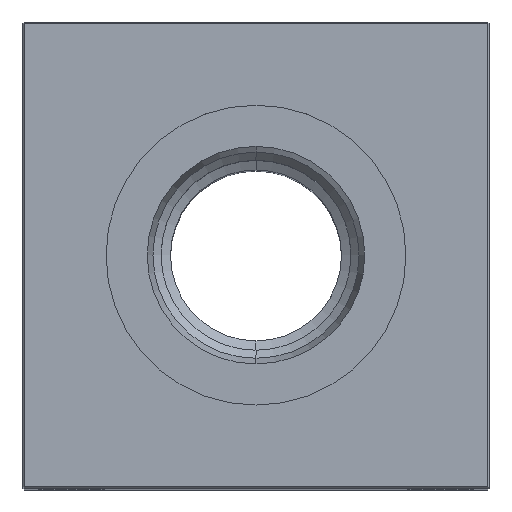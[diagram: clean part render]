
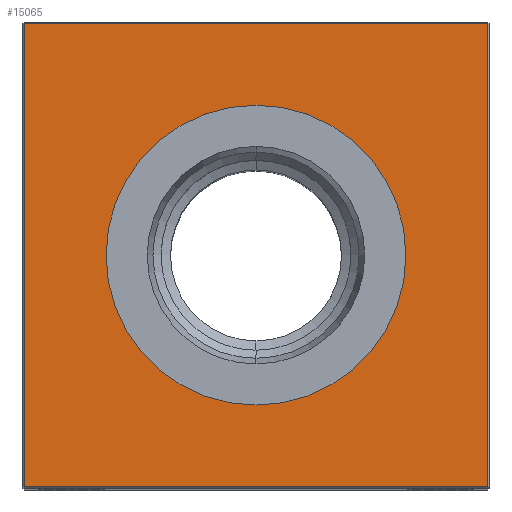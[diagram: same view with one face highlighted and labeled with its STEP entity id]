
A CAD part, top view. The second image highlights one B-rep face of the part: STEP entity #15065.
In plain terms, the highlighted planar face has unit normal (0, 0, 1).
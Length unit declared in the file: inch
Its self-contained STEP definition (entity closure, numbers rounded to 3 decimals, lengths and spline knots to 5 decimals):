
#5 = DIRECTION ( 'NONE',  ( 0., -1., 0. ) ) ;
#1078 = DIRECTION ( 'NONE',  ( -1., 0., 0. ) ) ;
#1157 = VECTOR ( 'NONE', #7954, 39.37008 ) ;
#2174 = LINE ( 'NONE', #8534, #22551 ) ;
#2289 = VECTOR ( 'NONE', #5, 39.37008 ) ;
#2437 = CARTESIAN_POINT ( 'NONE',  ( 0., 1.49, 6.25 ) ) ;
#2964 = ORIENTED_EDGE ( 'NONE', *, *, #23334, .T. ) ;
#3111 = VERTEX_POINT ( 'NONE', #23866 ) ;
#3607 = ORIENTED_EDGE ( 'NONE', *, *, #12331, .T. ) ;
#4089 = LINE ( 'NONE', #2437, #10639 ) ;
#4452 = EDGE_CURVE ( 'NONE', #3111, #15917, #4089, .T. ) ;
#4829 = CARTESIAN_POINT ( 'NONE',  ( 0., 0.96457, 6.25 ) ) ;
#4973 = EDGE_LOOP ( 'NONE', ( #10978, #16058 ) ) ;
#5420 = EDGE_CURVE ( 'NONE', #24478, #24079, #21074, .T. ) ;
#6250 = CARTESIAN_POINT ( 'NONE',  ( 0., -0.96457, 6.25 ) ) ;
#6443 = DIRECTION ( 'NONE',  ( 0., 0., -1. ) ) ;
#7660 = VERTEX_POINT ( 'NONE', #4829 ) ;
#7954 = DIRECTION ( 'NONE',  ( 1., 0., 0. ) ) ;
#8097 = CARTESIAN_POINT ( 'NONE',  ( 0., 0., 6.25 ) ) ;
#8180 = DIRECTION ( 'NONE',  ( 0., 0., -1. ) ) ;
#8534 = CARTESIAN_POINT ( 'NONE',  ( 1.49, 0., 6.25 ) ) ;
#8547 = DIRECTION ( 'NONE',  ( -1., 0., 0. ) ) ;
#8733 = AXIS2_PLACEMENT_3D ( 'NONE', #8097, #6443, #19952 ) ;
#8957 = DIRECTION ( 'NONE',  ( 0., 0., -1. ) ) ;
#9965 = CIRCLE ( 'NONE', #8733, 0.96457 ) ;
#10639 = VECTOR ( 'NONE', #11861, 39.37008 ) ;
#10978 = ORIENTED_EDGE ( 'NONE', *, *, #24401, .T. ) ;
#11123 = FACE_OUTER_BOUND ( 'NONE', #16240, .T. ) ;
#11248 = EDGE_CURVE ( 'NONE', #17309, #7660, #16583, .T. ) ;
#11861 = DIRECTION ( 'NONE',  ( -1., 0., 0. ) ) ;
#12331 = EDGE_CURVE ( 'NONE', #15917, #24478, #15401, .T. ) ;
#12365 = DIRECTION ( 'NONE',  ( 0., 1., 0. ) ) ;
#14294 = CARTESIAN_POINT ( 'NONE',  ( 1.49, -1.49, 6.25 ) ) ;
#15065 = ADVANCED_FACE ( 'NONE', ( #11123, #20430 ), #22462, .F. ) ;
#15401 = LINE ( 'NONE', #21264, #2289 ) ;
#15917 = VERTEX_POINT ( 'NONE', #23080 ) ;
#16058 = ORIENTED_EDGE ( 'NONE', *, *, #11248, .T. ) ;
#16240 = EDGE_LOOP ( 'NONE', ( #3607, #19626, #2964, #20920 ) ) ;
#16583 = CIRCLE ( 'NONE', #22300, 0.96457 ) ;
#17309 = VERTEX_POINT ( 'NONE', #6250 ) ;
#17368 = CARTESIAN_POINT ( 'NONE',  ( 0., -1.49, 6.25 ) ) ;
#18520 = CARTESIAN_POINT ( 'NONE',  ( -1.49, -1.49, 6.25 ) ) ;
#18639 = CARTESIAN_POINT ( 'NONE',  ( 0., 0., 6.25 ) ) ;
#19626 = ORIENTED_EDGE ( 'NONE', *, *, #5420, .T. ) ;
#19952 = DIRECTION ( 'NONE',  ( -1., 0., 0. ) ) ;
#20430 = FACE_BOUND ( 'NONE', #4973, .T. ) ;
#20920 = ORIENTED_EDGE ( 'NONE', *, *, #4452, .T. ) ;
#21074 = LINE ( 'NONE', #17368, #1157 ) ;
#21264 = CARTESIAN_POINT ( 'NONE',  ( -1.49, 0., 6.25 ) ) ;
#21336 = AXIS2_PLACEMENT_3D ( 'NONE', #18639, #8957, #1078 ) ;
#22174 = CARTESIAN_POINT ( 'NONE',  ( 0., 0., 6.25 ) ) ;
#22300 = AXIS2_PLACEMENT_3D ( 'NONE', #22174, #8180, #8547 ) ;
#22462 = PLANE ( 'NONE',  #21336 ) ;
#22551 = VECTOR ( 'NONE', #12365, 39.37008 ) ;
#23080 = CARTESIAN_POINT ( 'NONE',  ( -1.49, 1.49, 6.25 ) ) ;
#23334 = EDGE_CURVE ( 'NONE', #24079, #3111, #2174, .T. ) ;
#23866 = CARTESIAN_POINT ( 'NONE',  ( 1.49, 1.49, 6.25 ) ) ;
#24079 = VERTEX_POINT ( 'NONE', #14294 ) ;
#24401 = EDGE_CURVE ( 'NONE', #7660, #17309, #9965, .T. ) ;
#24478 = VERTEX_POINT ( 'NONE', #18520 ) ;
